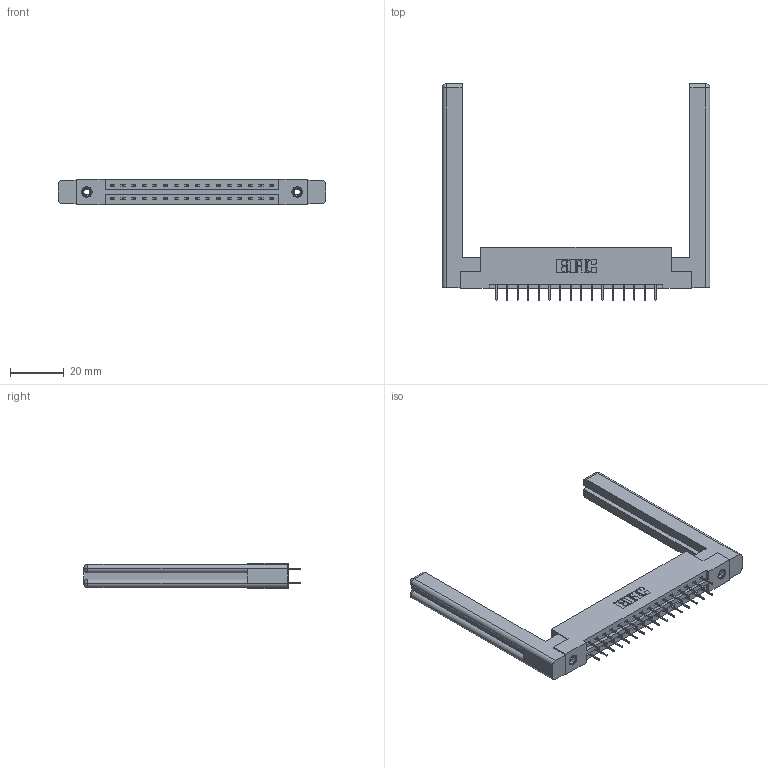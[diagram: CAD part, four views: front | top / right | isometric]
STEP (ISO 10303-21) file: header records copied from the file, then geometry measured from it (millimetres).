
FILE_DESCRIPTION (( 'STEP AP203' ), '1' );
FILE_NAME ('337-032-524-258.STEP', '2019-10-08T19:20:12', ( '' ), ( '' ), 'SwSTEP 2.0', 'SolidWorks 2016', '' );
FILE_SCHEMA (( 'CONFIG_CONTROL_DESIGN' ));
Length unit declared in the file: inch
Products named in the file (5): 307-220-058; 337-032-524-258; 345-250-001_345-250-001-102; 345-292-001_345-293-124; 337 Part_Flush Mounting Lugs - 0.156 Dia-TI
Assembly tree (37 placements, depth 2):
  337-032-524-258
    337 Part_Flush Mounting Lugs - 0.156 Dia-TI
    345-292-001_345-293-124  x32
    345-250-001_345-250-001-102  x2
    307-220-058  x2
Bounding box: 100.03 x 80.78 x 9.4 mm (x, y, z)
Volume: 17289.3 mm3; surface area: 16115.3 mm2
Topology: 37 solids, 37 shells, 2112 faces, 5945 edges, 3822 vertices
Faces by surface type: plane 1562, cylinder 526, cone 12, torus 12
Entity records: 18476 total; most frequent: CARTESIAN_POINT 3141, ORIENTED_EDGE 3016, DIRECTION 2736, EDGE_CURVE 1508, VECTOR 1336, LINE 1336, VERTEX_POINT 994, AXIS2_PLACEMENT_3D 700
